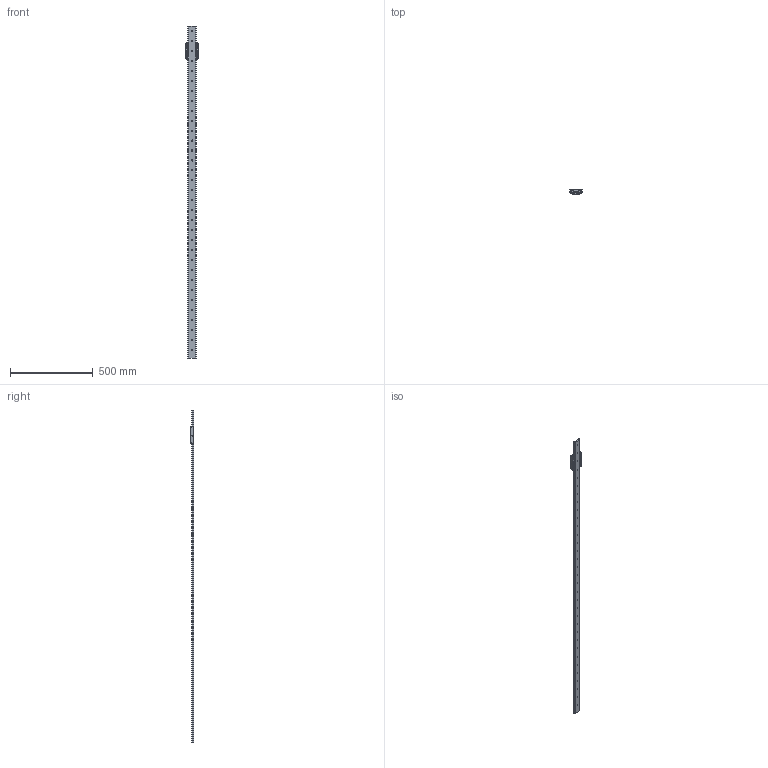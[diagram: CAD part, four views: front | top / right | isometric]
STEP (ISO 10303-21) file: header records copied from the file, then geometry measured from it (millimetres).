
FILE_DESCRIPTION (( 'STEP AP214' ), '1' );
FILE_NAME ('GST_1859C7B25A.step', '2021-06-29T11:24:18', ( '' ), ( '' ), 'SwSTEP 2.0', 'SolidWorks 2019', '' );
FILE_SCHEMA (( 'AUTOMOTIVE_DESIGN' ));
Length unit declared in the file: inch
Products named in the file (5): 9RLeFFPYme_CADModel_1; GST_1859C7B25A; 9RLeFFPYme_CADModel_0
Assembly tree (2 placements, depth 2):
  9RLeFFPYme_CADModel_1
  GST_1859C7B25A
    9RLeFFPYme_CADModel_1
    9RLeFFPYme_CADModel_0
  9RLeFFPYme_CADModel_0
Bounding box: 73 x 23.9 x 2000 mm (x, y, z)
Volume: 867102.1 mm3; surface area: 384331.4 mm2
Topology: 10 solids, 10 shells, 448 faces, 1250 edges, 827 vertices
Faces by surface type: cylinder 215, plane 214, cone 10, bspline 9
Entity records: 21828 total; most frequent: CARTESIAN_POINT 3992, ORIENTED_EDGE 2484, DIRECTION 2440, EDGE_CURVE 1242, AXIS2_PLACEMENT_3D 863, VERTEX_POINT 827, LINE 714, VECTOR 714
